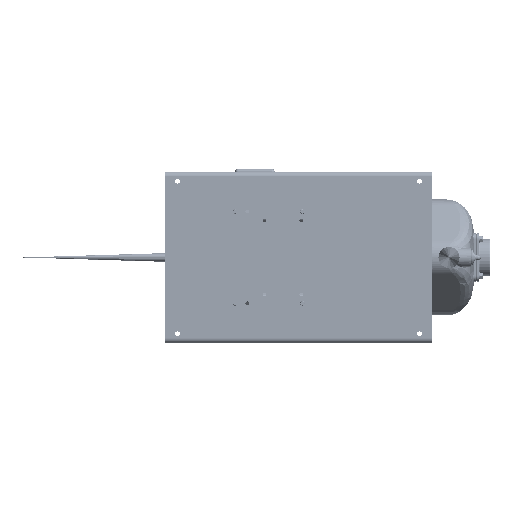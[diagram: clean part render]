
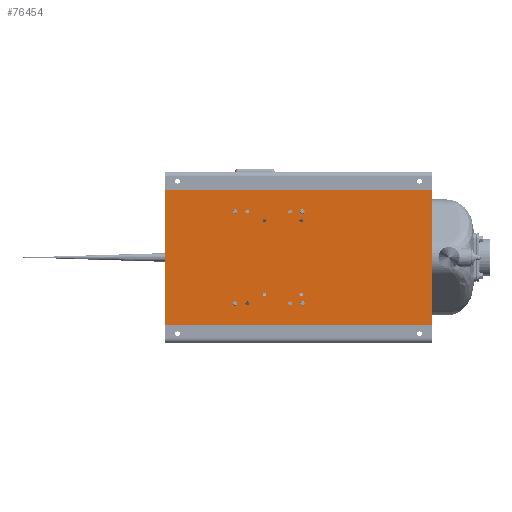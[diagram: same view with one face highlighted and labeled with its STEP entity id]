
A CAD part, front view. The second image highlights one B-rep face of the part: STEP entity #76454.
In plain terms, the highlighted planar face has unit normal (0, -1, 0).
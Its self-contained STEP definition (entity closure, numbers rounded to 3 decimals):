
#7647=FACE_BOUND('',#26825,.T.);
#7648=FACE_BOUND('',#26826,.T.);
#7649=FACE_BOUND('',#26827,.T.);
#7650=FACE_BOUND('',#26828,.T.);
#7651=FACE_BOUND('',#26829,.T.);
#7652=FACE_BOUND('',#26830,.T.);
#7653=FACE_BOUND('',#26831,.T.);
#7654=FACE_BOUND('',#26832,.T.);
#7655=FACE_BOUND('',#26833,.T.);
#7656=FACE_BOUND('',#26834,.T.);
#7657=FACE_BOUND('',#26835,.T.);
#7658=FACE_BOUND('',#26836,.T.);
#7659=FACE_BOUND('',#26837,.T.);
#7660=FACE_BOUND('',#26838,.T.);
#7661=FACE_BOUND('',#26839,.T.);
#7662=FACE_BOUND('',#26840,.T.);
#11744=LINE('',#194809,#16173);
#11768=LINE('',#194872,#16197);
#11769=LINE('',#194875,#16198);
#11770=LINE('',#194876,#16199);
#16173=VECTOR('',#101112,0.394);
#16197=VECTOR('',#101180,0.394);
#16198=VECTOR('',#101183,0.394);
#16199=VECTOR('',#101184,0.394);
#17802=PLANE('',#83806);
#22031=FACE_OUTER_BOUND('',#26824,.T.);
#26824=EDGE_LOOP('',(#70423,#70424,#70425,#70426));
#26825=EDGE_LOOP('',(#70427));
#26826=EDGE_LOOP('',(#70428));
#26827=EDGE_LOOP('',(#70429));
#26828=EDGE_LOOP('',(#70430));
#26829=EDGE_LOOP('',(#70431));
#26830=EDGE_LOOP('',(#70432));
#26831=EDGE_LOOP('',(#70433));
#26832=EDGE_LOOP('',(#70434));
#26833=EDGE_LOOP('',(#70435));
#26834=EDGE_LOOP('',(#70436));
#26835=EDGE_LOOP('',(#70437));
#26836=EDGE_LOOP('',(#70438));
#26837=EDGE_LOOP('',(#70439));
#26838=EDGE_LOOP('',(#70440));
#26839=EDGE_LOOP('',(#70441));
#26840=EDGE_LOOP('',(#70442));
#30051=CIRCLE('',#83538,0.205);
#30053=CIRCLE('',#83541,0.205);
#30057=CIRCLE('',#83547,0.205);
#30063=CIRCLE('',#83556,0.205);
#30158=CIRCLE('',#83719,0.154);
#30161=CIRCLE('',#83724,0.154);
#30164=CIRCLE('',#83729,0.154);
#30167=CIRCLE('',#83734,0.154);
#30170=CIRCLE('',#83739,0.154);
#30173=CIRCLE('',#83744,0.154);
#30176=CIRCLE('',#83749,0.154);
#30179=CIRCLE('',#83754,0.154);
#30182=CIRCLE('',#83759,0.154);
#30185=CIRCLE('',#83764,0.154);
#30188=CIRCLE('',#83769,0.154);
#30191=CIRCLE('',#83774,0.154);
#37018=VERTEX_POINT('',#194267);
#37020=VERTEX_POINT('',#194273);
#37024=VERTEX_POINT('',#194285);
#37030=VERTEX_POINT('',#194303);
#37141=VERTEX_POINT('',#194657);
#37144=VERTEX_POINT('',#194667);
#37147=VERTEX_POINT('',#194677);
#37150=VERTEX_POINT('',#194687);
#37153=VERTEX_POINT('',#194697);
#37156=VERTEX_POINT('',#194707);
#37159=VERTEX_POINT('',#194717);
#37162=VERTEX_POINT('',#194727);
#37165=VERTEX_POINT('',#194737);
#37168=VERTEX_POINT('',#194747);
#37171=VERTEX_POINT('',#194757);
#37174=VERTEX_POINT('',#194767);
#37191=VERTEX_POINT('',#194806);
#37192=VERTEX_POINT('',#194808);
#37209=VERTEX_POINT('',#194870);
#37210=VERTEX_POINT('',#194874);
#48045=EDGE_CURVE('',#37018,#37018,#30051,.T.);
#48048=EDGE_CURVE('',#37020,#37020,#30053,.T.);
#48054=EDGE_CURVE('',#37024,#37024,#30057,.T.);
#48063=EDGE_CURVE('',#37030,#37030,#30063,.T.);
#48238=EDGE_CURVE('',#37141,#37141,#30158,.T.);
#48243=EDGE_CURVE('',#37144,#37144,#30161,.T.);
#48248=EDGE_CURVE('',#37147,#37147,#30164,.T.);
#48253=EDGE_CURVE('',#37150,#37150,#30167,.T.);
#48258=EDGE_CURVE('',#37153,#37153,#30170,.T.);
#48263=EDGE_CURVE('',#37156,#37156,#30173,.T.);
#48268=EDGE_CURVE('',#37159,#37159,#30176,.T.);
#48273=EDGE_CURVE('',#37162,#37162,#30179,.T.);
#48278=EDGE_CURVE('',#37165,#37165,#30182,.T.);
#48283=EDGE_CURVE('',#37168,#37168,#30185,.T.);
#48288=EDGE_CURVE('',#37171,#37171,#30188,.T.);
#48293=EDGE_CURVE('',#37174,#37174,#30191,.T.);
#48312=EDGE_CURVE('',#37192,#37191,#11744,.T.);
#48344=EDGE_CURVE('',#37209,#37191,#11768,.T.);
#48345=EDGE_CURVE('',#37209,#37210,#11769,.T.);
#48346=EDGE_CURVE('',#37210,#37192,#11770,.T.);
#70423=ORIENTED_EDGE('',*,*,#48345,.T.);
#70424=ORIENTED_EDGE('',*,*,#48346,.T.);
#70425=ORIENTED_EDGE('',*,*,#48312,.T.);
#70426=ORIENTED_EDGE('',*,*,#48344,.F.);
#70427=ORIENTED_EDGE('',*,*,#48045,.T.);
#70428=ORIENTED_EDGE('',*,*,#48048,.T.);
#70429=ORIENTED_EDGE('',*,*,#48054,.T.);
#70430=ORIENTED_EDGE('',*,*,#48063,.T.);
#70431=ORIENTED_EDGE('',*,*,#48263,.T.);
#70432=ORIENTED_EDGE('',*,*,#48253,.T.);
#70433=ORIENTED_EDGE('',*,*,#48243,.T.);
#70434=ORIENTED_EDGE('',*,*,#48283,.T.);
#70435=ORIENTED_EDGE('',*,*,#48273,.T.);
#70436=ORIENTED_EDGE('',*,*,#48268,.T.);
#70437=ORIENTED_EDGE('',*,*,#48238,.T.);
#70438=ORIENTED_EDGE('',*,*,#48248,.T.);
#70439=ORIENTED_EDGE('',*,*,#48258,.T.);
#70440=ORIENTED_EDGE('',*,*,#48293,.T.);
#70441=ORIENTED_EDGE('',*,*,#48278,.T.);
#70442=ORIENTED_EDGE('',*,*,#48288,.T.);
#76454=ADVANCED_FACE('',(#22031,#7647,#7648,#7649,#7650,#7651,#7652,#7653,
#7654,#7655,#7656,#7657,#7658,#7659,#7660,#7661,#7662),#17802,.T.);
#83538=AXIS2_PLACEMENT_3D('',#194269,#100500,#100501);
#83541=AXIS2_PLACEMENT_3D('',#194275,#100507,#100508);
#83547=AXIS2_PLACEMENT_3D('',#194287,#100521,#100522);
#83556=AXIS2_PLACEMENT_3D('',#194305,#100542,#100543);
#83719=AXIS2_PLACEMENT_3D('',#194659,#100948,#100949);
#83724=AXIS2_PLACEMENT_3D('',#194669,#100960,#100961);
#83729=AXIS2_PLACEMENT_3D('',#194679,#100972,#100973);
#83734=AXIS2_PLACEMENT_3D('',#194689,#100984,#100985);
#83739=AXIS2_PLACEMENT_3D('',#194699,#100996,#100997);
#83744=AXIS2_PLACEMENT_3D('',#194709,#101008,#101009);
#83749=AXIS2_PLACEMENT_3D('',#194719,#101020,#101021);
#83754=AXIS2_PLACEMENT_3D('',#194729,#101032,#101033);
#83759=AXIS2_PLACEMENT_3D('',#194739,#101044,#101045);
#83764=AXIS2_PLACEMENT_3D('',#194749,#101056,#101057);
#83769=AXIS2_PLACEMENT_3D('',#194759,#101068,#101069);
#83774=AXIS2_PLACEMENT_3D('',#194769,#101080,#101081);
#83806=AXIS2_PLACEMENT_3D('',#194873,#101181,#101182);
#100500=DIRECTION('center_axis',(0.,1.,0.));
#100501=DIRECTION('ref_axis',(-1.,0.,0.));
#100507=DIRECTION('center_axis',(0.,1.,0.));
#100508=DIRECTION('ref_axis',(-1.,0.,0.));
#100521=DIRECTION('center_axis',(0.,1.,0.));
#100522=DIRECTION('ref_axis',(-1.,0.,0.));
#100542=DIRECTION('center_axis',(0.,1.,0.));
#100543=DIRECTION('ref_axis',(-1.,0.,0.));
#100948=DIRECTION('center_axis',(0.,1.,0.));
#100949=DIRECTION('ref_axis',(1.,0.,0.));
#100960=DIRECTION('center_axis',(0.,1.,0.));
#100961=DIRECTION('ref_axis',(1.,0.,0.));
#100972=DIRECTION('center_axis',(0.,1.,0.));
#100973=DIRECTION('ref_axis',(1.,0.,0.));
#100984=DIRECTION('center_axis',(0.,1.,0.));
#100985=DIRECTION('ref_axis',(1.,0.,0.));
#100996=DIRECTION('center_axis',(0.,1.,0.));
#100997=DIRECTION('ref_axis',(1.,0.,0.));
#101008=DIRECTION('center_axis',(0.,1.,0.));
#101009=DIRECTION('ref_axis',(1.,0.,0.));
#101020=DIRECTION('center_axis',(0.,1.,0.));
#101021=DIRECTION('ref_axis',(1.,0.,0.));
#101032=DIRECTION('center_axis',(0.,1.,0.));
#101033=DIRECTION('ref_axis',(1.,0.,0.));
#101044=DIRECTION('center_axis',(0.,1.,0.));
#101045=DIRECTION('ref_axis',(1.,0.,0.));
#101056=DIRECTION('center_axis',(0.,1.,0.));
#101057=DIRECTION('ref_axis',(1.,0.,0.));
#101068=DIRECTION('center_axis',(0.,1.,0.));
#101069=DIRECTION('ref_axis',(1.,0.,0.));
#101080=DIRECTION('center_axis',(0.,1.,0.));
#101081=DIRECTION('ref_axis',(1.,0.,0.));
#101112=DIRECTION('',(1.,0.,0.));
#101180=DIRECTION('',(0.,0.,-1.));
#101181=DIRECTION('center_axis',(0.,-1.,0.));
#101182=DIRECTION('ref_axis',(0.,0.,-1.));
#101183=DIRECTION('',(-1.,0.,0.));
#101184=DIRECTION('',(0.,0.,-1.));
#194267=CARTESIAN_POINT('',(-6.045,-0.179,9.895));
#194269=CARTESIAN_POINT('Origin',(-6.25,-0.179,9.895));
#194273=CARTESIAN_POINT('',(6.455,-0.179,9.895));
#194275=CARTESIAN_POINT('Origin',(6.25,-0.179,9.895));
#194285=CARTESIAN_POINT('',(6.455,-0.179,-9.895));
#194287=CARTESIAN_POINT('Origin',(6.25,-0.179,-9.895));
#194303=CARTESIAN_POINT('',(-6.045,-0.179,-9.895));
#194305=CARTESIAN_POINT('Origin',(-6.25,-0.179,-9.895));
#194657=CARTESIAN_POINT('',(3.597,-0.179,-5.185));
#194659=CARTESIAN_POINT('Origin',(3.75,-0.179,-5.185));
#194667=CARTESIAN_POINT('',(2.878,-0.179,0.225));
#194669=CARTESIAN_POINT('Origin',(3.031,-0.179,0.225));
#194677=CARTESIAN_POINT('',(3.597,-0.179,-4.185));
#194679=CARTESIAN_POINT('Origin',(3.75,-0.179,-4.185));
#194687=CARTESIAN_POINT('',(3.597,-0.179,-0.685));
#194689=CARTESIAN_POINT('Origin',(3.75,-0.179,-0.685));
#194697=CARTESIAN_POINT('',(3.597,-0.179,0.315));
#194699=CARTESIAN_POINT('Origin',(3.75,-0.179,0.315));
#194707=CARTESIAN_POINT('',(2.878,-0.179,-2.775));
#194709=CARTESIAN_POINT('Origin',(3.031,-0.179,-2.775));
#194717=CARTESIAN_POINT('',(-3.904,-0.179,-0.685));
#194719=CARTESIAN_POINT('Origin',(-3.75,-0.179,-0.685));
#194727=CARTESIAN_POINT('',(-3.185,-0.179,0.225));
#194729=CARTESIAN_POINT('Origin',(-3.031,-0.179,0.225));
#194737=CARTESIAN_POINT('',(-3.904,-0.179,-4.185));
#194739=CARTESIAN_POINT('Origin',(-3.75,-0.179,-4.185));
#194747=CARTESIAN_POINT('',(-3.185,-0.179,-2.775));
#194749=CARTESIAN_POINT('Origin',(-3.031,-0.179,-2.775));
#194757=CARTESIAN_POINT('',(-3.904,-0.179,0.315));
#194759=CARTESIAN_POINT('Origin',(-3.75,-0.179,0.315));
#194767=CARTESIAN_POINT('',(-3.904,-0.179,-5.185));
#194769=CARTESIAN_POINT('Origin',(-3.75,-0.179,-5.185));
#194806=CARTESIAN_POINT('',(6.641,-0.179,-10.895));
#194808=CARTESIAN_POINT('',(-6.641,-0.179,-10.895));
#194809=CARTESIAN_POINT('',(6.641,-0.179,-10.895));
#194870=CARTESIAN_POINT('',(6.641,-0.179,10.895));
#194872=CARTESIAN_POINT('',(6.641,-0.179,0.));
#194873=CARTESIAN_POINT('Origin',(6.641,-0.179,0.));
#194874=CARTESIAN_POINT('',(-6.641,-0.179,10.895));
#194875=CARTESIAN_POINT('',(6.641,-0.179,10.895));
#194876=CARTESIAN_POINT('',(-6.641,-0.179,0.));
